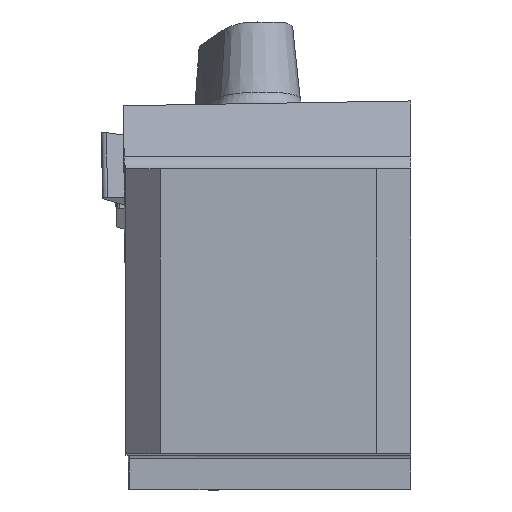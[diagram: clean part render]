
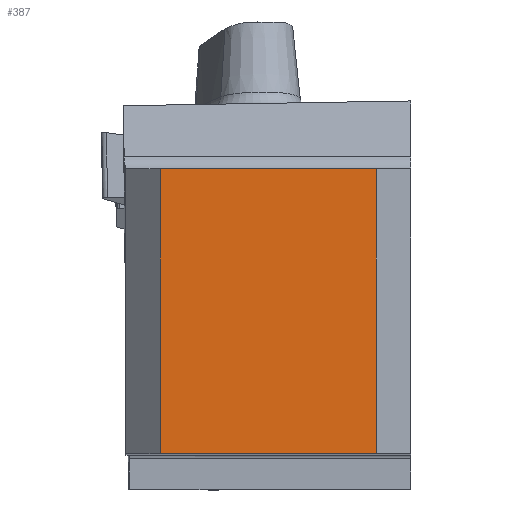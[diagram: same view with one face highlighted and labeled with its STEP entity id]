
A CAD part, top view. The second image highlights one B-rep face of the part: STEP entity #387.
In plain terms, the highlighted planar face has unit normal (0, 0, 1).
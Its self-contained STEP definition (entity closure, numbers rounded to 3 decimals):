
#279=FACE_OUTER_BOUND('',#1095,.T.);
#387=ADVANCED_FACE('CU_BACK_SU1',(#279),#496,.F.);
#496=PLANE('',#2739);
#600=LINE('',#3790,#857);
#613=LINE('',#3820,#870);
#614=LINE('',#3822,#871);
#615=LINE('',#3824,#872);
#857=VECTOR('',#3036,1.);
#870=VECTOR('',#3071,1.);
#871=VECTOR('',#3072,1.);
#872=VECTOR('',#3073,1.);
#1095=EDGE_LOOP('',(#1309,#1310,#1311,#1312));
#1309=ORIENTED_EDGE('',*,*,#2106,.F.);
#1310=ORIENTED_EDGE('',*,*,#2090,.T.);
#1311=ORIENTED_EDGE('',*,*,#2107,.T.);
#1312=ORIENTED_EDGE('',*,*,#2108,.F.);
#1871=VERTEX_POINT('',#3789);
#1872=VERTEX_POINT('',#3791);
#1878=VERTEX_POINT('',#3821);
#1879=VERTEX_POINT('',#3823);
#2090=EDGE_CURVE('',#1872,#1871,#600,.T.);
#2106=EDGE_CURVE('',#1872,#1878,#613,.T.);
#2107=EDGE_CURVE('',#1871,#1879,#614,.T.);
#2108=EDGE_CURVE('',#1878,#1879,#615,.T.);
#2739=AXIS2_PLACEMENT_3D('',#3825,#3074,#3075);
#3036=DIRECTION('',(1.,0.,0.));
#3071=DIRECTION('',(0.,1.,0.));
#3072=DIRECTION('',(0.,1.,0.));
#3073=DIRECTION('',(1.,0.,0.));
#3074=DIRECTION('',(0.,0.,-1.));
#3075=DIRECTION('',(-1.,0.,0.));
#3789=CARTESIAN_POINT('',(-3.,0.,0.));
#3790=CARTESIAN_POINT('',(-110.,0.,0.));
#3791=CARTESIAN_POINT('',(-21.925,0.,0.));
#3820=CARTESIAN_POINT('',(-21.925,0.,0.));
#3821=CARTESIAN_POINT('',(-21.925,24.925,0.));
#3822=CARTESIAN_POINT('',(-3.,0.,0.));
#3823=CARTESIAN_POINT('',(-3.,24.925,0.));
#3824=CARTESIAN_POINT('',(-110.,24.925,0.));
#3825=CARTESIAN_POINT('',(15.546,37.925,0.));
